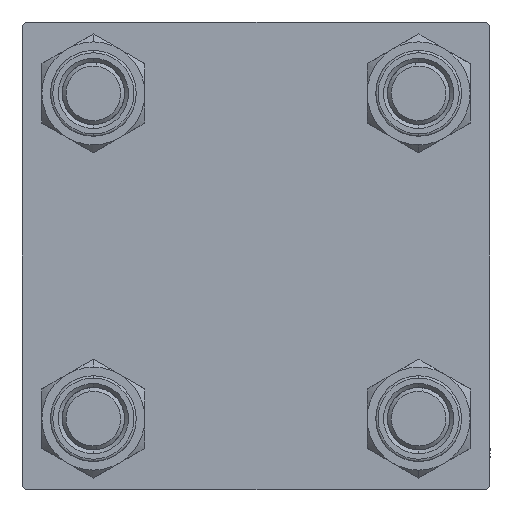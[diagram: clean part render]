
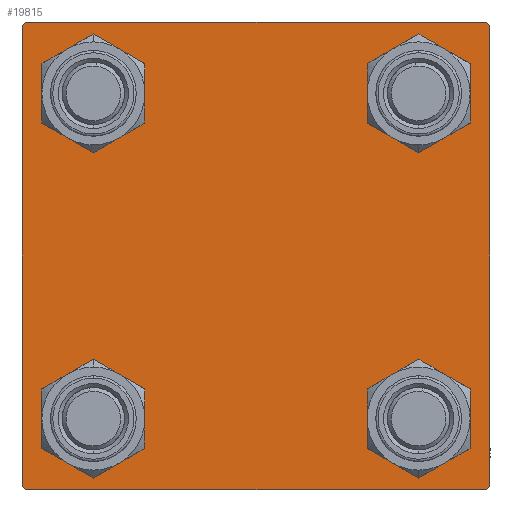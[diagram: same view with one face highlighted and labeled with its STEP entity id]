
A CAD part, left-side view. The second image highlights one B-rep face of the part: STEP entity #19815.
In plain terms, the highlighted planar face has unit normal (-1, 0, 0).
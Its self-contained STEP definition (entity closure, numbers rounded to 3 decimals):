
#304 = DIRECTION ( 'NONE',  ( 0., 0.707, -0.707 ) ) ;
#447 = CIRCLE ( 'NONE', #29183, 4.5 ) ;
#485 = ORIENTED_EDGE ( 'NONE', *, *, #36076, .T. ) ;
#1379 = VERTEX_POINT ( 'NONE', #5197 ) ;
#1938 = CIRCLE ( 'NONE', #9330, 4.5 ) ;
#2412 = VERTEX_POINT ( 'NONE', #23923 ) ;
#2901 = CARTESIAN_POINT ( 'NONE',  ( 0., -20.85, -20.85 ) ) ;
#3366 = DIRECTION ( 'NONE',  ( 0., 0., 1. ) ) ;
#3585 = FACE_BOUND ( 'NONE', #5460, .T. ) ;
#3756 = DIRECTION ( 'NONE',  ( 0., 0., -1. ) ) ;
#3840 = DIRECTION ( 'NONE',  ( -1., 0., 0. ) ) ;
#5197 = CARTESIAN_POINT ( 'NONE',  ( 0., 20.85, -25.35 ) ) ;
#5364 = ORIENTED_EDGE ( 'NONE', *, *, #10871, .T. ) ;
#5460 = EDGE_LOOP ( 'NONE', ( #39168, #24449 ) ) ;
#5822 = VECTOR ( 'NONE', #30336, 1000. ) ;
#6039 = CARTESIAN_POINT ( 'NONE',  ( 0., 20.85, -16.35 ) ) ;
#6391 = VECTOR ( 'NONE', #41083, 1000. ) ;
#6422 = EDGE_CURVE ( 'NONE', #36378, #25965, #447, .T. ) ;
#6911 = ORIENTED_EDGE ( 'NONE', *, *, #36828, .T. ) ;
#7181 = AXIS2_PLACEMENT_3D ( 'NONE', #42205, #38581, #3366 ) ;
#7188 = CARTESIAN_POINT ( 'NONE',  ( 0., -29.75, 29.75 ) ) ;
#7365 = DIRECTION ( 'NONE',  ( 0., 0., 1. ) ) ;
#7456 = DIRECTION ( 'NONE',  ( 0., 0., 1. ) ) ;
#7667 = EDGE_CURVE ( 'NONE', #35885, #9396, #19058, .T. ) ;
#7962 = CARTESIAN_POINT ( 'NONE',  ( 0., -20.85, -25.35 ) ) ;
#8485 = CARTESIAN_POINT ( 'NONE',  ( 0., -29.5, -30. ) ) ;
#8716 = VECTOR ( 'NONE', #11840, 1000. ) ;
#9330 = AXIS2_PLACEMENT_3D ( 'NONE', #39995, #17104, #12748 ) ;
#9396 = VERTEX_POINT ( 'NONE', #29898 ) ;
#9522 = VERTEX_POINT ( 'NONE', #11601 ) ;
#9707 = LINE ( 'NONE', #44179, #6391 ) ;
#10587 = CIRCLE ( 'NONE', #37683, 4.5 ) ;
#10871 = EDGE_CURVE ( 'NONE', #2412, #32291, #29367, .T. ) ;
#11326 = EDGE_CURVE ( 'NONE', #15450, #20329, #9707, .T. ) ;
#11552 = FACE_BOUND ( 'NONE', #21608, .T. ) ;
#11601 = CARTESIAN_POINT ( 'NONE',  ( 0., 30., -29.5 ) ) ;
#11602 = DIRECTION ( 'NONE',  ( 0., -0.707, -0.707 ) ) ;
#11785 = EDGE_CURVE ( 'NONE', #32291, #2412, #14610, .T. ) ;
#11840 = DIRECTION ( 'NONE',  ( 0., 0., -1. ) ) ;
#12503 = EDGE_CURVE ( 'NONE', #48285, #9522, #47462, .T. ) ;
#12588 = VECTOR ( 'NONE', #44124, 1000. ) ;
#12748 = DIRECTION ( 'NONE',  ( 0., 0., 1. ) ) ;
#13076 = CARTESIAN_POINT ( 'NONE',  ( 0., -20.85, -16.35 ) ) ;
#13228 = DIRECTION ( 'NONE',  ( 1., 0., 0. ) ) ;
#14610 = CIRCLE ( 'NONE', #46601, 4.5 ) ;
#15194 = CARTESIAN_POINT ( 'NONE',  ( 0., -30., 30. ) ) ;
#15319 = CARTESIAN_POINT ( 'NONE',  ( 0., 29.5, -30. ) ) ;
#15450 = VERTEX_POINT ( 'NONE', #15319 ) ;
#15934 = FACE_BOUND ( 'NONE', #23162, .T. ) ;
#16296 = DIRECTION ( 'NONE',  ( 0., 0., 1. ) ) ;
#16518 = CARTESIAN_POINT ( 'NONE',  ( 0., 20.85, 16.35 ) ) ;
#16578 = DIRECTION ( 'NONE',  ( 0., 0., 1. ) ) ;
#16620 = EDGE_LOOP ( 'NONE', ( #485, #30863 ) ) ;
#17104 = DIRECTION ( 'NONE',  ( 1., 0., 0. ) ) ;
#18073 = AXIS2_PLACEMENT_3D ( 'NONE', #48440, #13228, #16578 ) ;
#18165 = CARTESIAN_POINT ( 'NONE',  ( 0., -20.85, 25.35 ) ) ;
#18884 = EDGE_CURVE ( 'NONE', #49034, #28353, #10587, .T. ) ;
#19026 = PLANE ( 'NONE',  #25443 ) ;
#19030 = AXIS2_PLACEMENT_3D ( 'NONE', #2901, #49938, #46086 ) ;
#19058 = LINE ( 'NONE', #15194, #8716 ) ;
#19351 = ORIENTED_EDGE ( 'NONE', *, *, #11326, .T. ) ;
#19536 = CARTESIAN_POINT ( 'NONE',  ( 0., -20.85, 20.85 ) ) ;
#19815 = ADVANCED_FACE ( 'NONE', ( #3585, #15934, #46528, #11552, #23392 ), #19026, .T. ) ;
#20109 = LINE ( 'NONE', #28314, #39453 ) ;
#20329 = VERTEX_POINT ( 'NONE', #8485 ) ;
#21608 = EDGE_LOOP ( 'NONE', ( #5364, #41559 ) ) ;
#22260 = VECTOR ( 'NONE', #304, 1000. ) ;
#23162 = EDGE_LOOP ( 'NONE', ( #49718, #29338 ) ) ;
#23170 = EDGE_CURVE ( 'NONE', #35885, #23996, #30090, .T. ) ;
#23392 = FACE_OUTER_BOUND ( 'NONE', #46170, .T. ) ;
#23524 = ORIENTED_EDGE ( 'NONE', *, *, #41063, .T. ) ;
#23702 = LINE ( 'NONE', #39382, #22260 ) ;
#23923 = CARTESIAN_POINT ( 'NONE',  ( 0., 20.85, 25.35 ) ) ;
#23996 = VERTEX_POINT ( 'NONE', #25747 ) ;
#24449 = ORIENTED_EDGE ( 'NONE', *, *, #6422, .T. ) ;
#24487 = CARTESIAN_POINT ( 'NONE',  ( 0., -20.85, 16.35 ) ) ;
#25442 = ORIENTED_EDGE ( 'NONE', *, *, #7667, .F. ) ;
#25443 = AXIS2_PLACEMENT_3D ( 'NONE', #39061, #3840, #31621 ) ;
#25528 = EDGE_CURVE ( 'NONE', #28353, #49034, #40372, .T. ) ;
#25747 = CARTESIAN_POINT ( 'NONE',  ( 0., -29.5, 30. ) ) ;
#25965 = VERTEX_POINT ( 'NONE', #18165 ) ;
#26648 = CARTESIAN_POINT ( 'NONE',  ( 0., -20.85, 20.85 ) ) ;
#28314 = CARTESIAN_POINT ( 'NONE',  ( 0., 29.75, -29.75 ) ) ;
#28353 = VERTEX_POINT ( 'NONE', #7962 ) ;
#28434 = CARTESIAN_POINT ( 'NONE',  ( 0., 30., 30. ) ) ;
#28486 = VERTEX_POINT ( 'NONE', #50727 ) ;
#28741 = VECTOR ( 'NONE', #40480, 1000. ) ;
#29183 = AXIS2_PLACEMENT_3D ( 'NONE', #19536, #43440, #7456 ) ;
#29338 = ORIENTED_EDGE ( 'NONE', *, *, #25528, .T. ) ;
#29367 = CIRCLE ( 'NONE', #7181, 4.5 ) ;
#29616 = EDGE_CURVE ( 'NONE', #28486, #23996, #36656, .T. ) ;
#29898 = CARTESIAN_POINT ( 'NONE',  ( 0., -30., -29.5 ) ) ;
#30004 = CARTESIAN_POINT ( 'NONE',  ( 0., 30., 29.5 ) ) ;
#30090 = LINE ( 'NONE', #7188, #5822 ) ;
#30336 = DIRECTION ( 'NONE',  ( 0., 0.707, 0.707 ) ) ;
#30863 = ORIENTED_EDGE ( 'NONE', *, *, #48147, .T. ) ;
#31621 = DIRECTION ( 'NONE',  ( 0., 0., 1. ) ) ;
#32055 = CIRCLE ( 'NONE', #18073, 4.5 ) ;
#32291 = VERTEX_POINT ( 'NONE', #16518 ) ;
#34360 = DIRECTION ( 'NONE',  ( 1., 0., 0. ) ) ;
#35130 = CARTESIAN_POINT ( 'NONE',  ( 0., -30., 29.5 ) ) ;
#35885 = VERTEX_POINT ( 'NONE', #35130 ) ;
#36076 = EDGE_CURVE ( 'NONE', #44356, #1379, #32055, .T. ) ;
#36328 = ORIENTED_EDGE ( 'NONE', *, *, #12503, .T. ) ;
#36378 = VERTEX_POINT ( 'NONE', #24487 ) ;
#36656 = LINE ( 'NONE', #28434, #12588 ) ;
#36828 = EDGE_CURVE ( 'NONE', #20329, #9396, #40992, .T. ) ;
#37130 = CARTESIAN_POINT ( 'NONE',  ( 0., -29.75, -29.75 ) ) ;
#37683 = AXIS2_PLACEMENT_3D ( 'NONE', #44894, #44396, #48999 ) ;
#38047 = EDGE_CURVE ( 'NONE', #28486, #48285, #23702, .T. ) ;
#38205 = ORIENTED_EDGE ( 'NONE', *, *, #23170, .T. ) ;
#38581 = DIRECTION ( 'NONE',  ( 1., 0., 0. ) ) ;
#38906 = DIRECTION ( 'NONE',  ( 1., 0., 0. ) ) ;
#39061 = CARTESIAN_POINT ( 'NONE',  ( 0., 0., 0. ) ) ;
#39162 = CARTESIAN_POINT ( 'NONE',  ( 0., 20.85, 20.85 ) ) ;
#39168 = ORIENTED_EDGE ( 'NONE', *, *, #39681, .T. ) ;
#39382 = CARTESIAN_POINT ( 'NONE',  ( 0., 29.75, 29.75 ) ) ;
#39453 = VECTOR ( 'NONE', #11602, 1000. ) ;
#39681 = EDGE_CURVE ( 'NONE', #25965, #36378, #46898, .T. ) ;
#39995 = CARTESIAN_POINT ( 'NONE',  ( 0., 20.85, -20.85 ) ) ;
#40346 = AXIS2_PLACEMENT_3D ( 'NONE', #26648, #34360, #7365 ) ;
#40372 = CIRCLE ( 'NONE', #19030, 4.5 ) ;
#40480 = DIRECTION ( 'NONE',  ( 0., -0.707, 0.707 ) ) ;
#40992 = LINE ( 'NONE', #37130, #28741 ) ;
#41063 = EDGE_CURVE ( 'NONE', #9522, #15450, #20109, .T. ) ;
#41083 = DIRECTION ( 'NONE',  ( 0., -1., 0. ) ) ;
#41559 = ORIENTED_EDGE ( 'NONE', *, *, #11785, .T. ) ;
#42193 = ORIENTED_EDGE ( 'NONE', *, *, #38047, .T. ) ;
#42205 = CARTESIAN_POINT ( 'NONE',  ( 0., 20.85, 20.85 ) ) ;
#43440 = DIRECTION ( 'NONE',  ( 1., 0., 0. ) ) ;
#44124 = DIRECTION ( 'NONE',  ( 0., -1., 0. ) ) ;
#44150 = ORIENTED_EDGE ( 'NONE', *, *, #29616, .F. ) ;
#44179 = CARTESIAN_POINT ( 'NONE',  ( 0., 30., -30. ) ) ;
#44356 = VERTEX_POINT ( 'NONE', #6039 ) ;
#44396 = DIRECTION ( 'NONE',  ( 1., 0., 0. ) ) ;
#44894 = CARTESIAN_POINT ( 'NONE',  ( 0., -20.85, -20.85 ) ) ;
#46086 = DIRECTION ( 'NONE',  ( 0., 0., 1. ) ) ;
#46170 = EDGE_LOOP ( 'NONE', ( #36328, #23524, #19351, #6911, #25442, #38205, #44150, #42193 ) ) ;
#46528 = FACE_BOUND ( 'NONE', #16620, .T. ) ;
#46601 = AXIS2_PLACEMENT_3D ( 'NONE', #39162, #38906, #16296 ) ;
#46898 = CIRCLE ( 'NONE', #40346, 4.5 ) ;
#46955 = CARTESIAN_POINT ( 'NONE',  ( 0., 30., 30. ) ) ;
#47462 = LINE ( 'NONE', #46955, #49105 ) ;
#48147 = EDGE_CURVE ( 'NONE', #1379, #44356, #1938, .T. ) ;
#48285 = VERTEX_POINT ( 'NONE', #30004 ) ;
#48440 = CARTESIAN_POINT ( 'NONE',  ( 0., 20.85, -20.85 ) ) ;
#48999 = DIRECTION ( 'NONE',  ( 0., 0., 1. ) ) ;
#49034 = VERTEX_POINT ( 'NONE', #13076 ) ;
#49105 = VECTOR ( 'NONE', #3756, 1000. ) ;
#49718 = ORIENTED_EDGE ( 'NONE', *, *, #18884, .T. ) ;
#49938 = DIRECTION ( 'NONE',  ( 1., 0., 0. ) ) ;
#50727 = CARTESIAN_POINT ( 'NONE',  ( 0., 29.5, 30. ) ) ;
